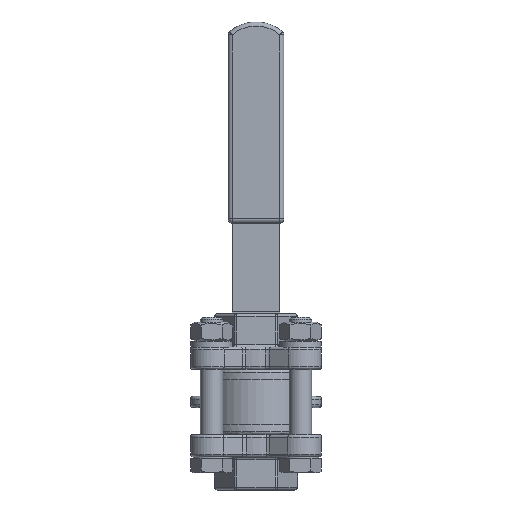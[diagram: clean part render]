
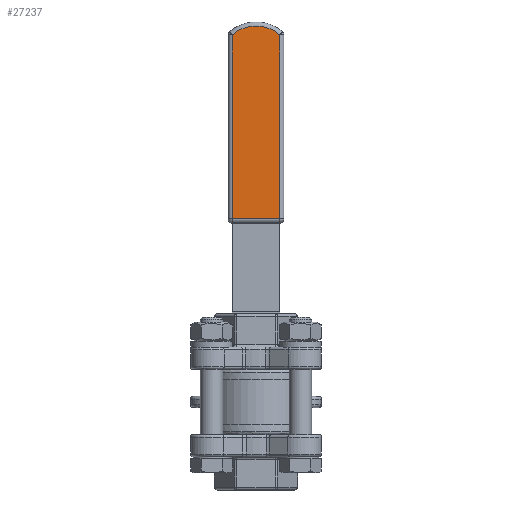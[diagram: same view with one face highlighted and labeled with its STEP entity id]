
A CAD part, front view. The second image highlights one B-rep face of the part: STEP entity #27237.
In plain terms, the highlighted planar face has unit normal (0, -1, 0).
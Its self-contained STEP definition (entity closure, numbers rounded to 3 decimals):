
#2471=FACE_OUTER_BOUND('',#4127,.T.);
#4127=EDGE_LOOP('',(#18213,#18214,#18215,#18216));
#5807=CIRCLE('',#29078,13.);
#6668=LINE('',#38202,#8680);
#6670=LINE('',#38205,#8682);
#6672=LINE('',#38208,#8684);
#8680=VECTOR('',#31859,65.836);
#8682=VECTOR('',#31863,17.);
#8684=VECTOR('',#31867,65.836);
#10835=VERTEX_POINT('',#38118);
#10838=VERTEX_POINT('',#38125);
#10841=VERTEX_POINT('',#38132);
#10847=VERTEX_POINT('',#38150);
#13554=EDGE_CURVE('',#10838,#10847,#5807,.T.);
#13556=EDGE_CURVE('',#10847,#10841,#6668,.T.);
#13558=EDGE_CURVE('',#10841,#10835,#6670,.T.);
#13560=EDGE_CURVE('',#10835,#10838,#6672,.T.);
#18213=ORIENTED_EDGE('',*,*,#13554,.F.);
#18214=ORIENTED_EDGE('',*,*,#13560,.F.);
#18215=ORIENTED_EDGE('',*,*,#13558,.F.);
#18216=ORIENTED_EDGE('',*,*,#13556,.F.);
#24899=PLANE('',#29089);
#27237=ADVANCED_FACE('',(#2471),#24899,.F.);
#29078=AXIS2_PLACEMENT_3D('',#38199,#31853,#31854);
#29089=AXIS2_PLACEMENT_3D('',#38895,#31968,#31969);
#31853=DIRECTION('center_axis',(0.,1.,0.));
#31854=DIRECTION('ref_axis',(0.,0.,
1.));
#31859=DIRECTION('',(0.,0.,-1.));
#31863=DIRECTION('',(-1.,0.,0.));
#31867=DIRECTION('',(0.,0.,1.));
#31968=DIRECTION('center_axis',(0.,1.,0.));
#31969=DIRECTION('ref_axis',(0.,0.,1.));
#38118=CARTESIAN_POINT('',(-8.5,57.,65.5));
#38125=CARTESIAN_POINT('',(-8.5,57.,131.337));
#38132=CARTESIAN_POINT('',(8.5,57.,65.5));
#38150=CARTESIAN_POINT('',(8.5,57.,131.337));
#38199=CARTESIAN_POINT('Origin',(0.,57.,121.5));
#38202=CARTESIAN_POINT('',(8.5,57.,114.787));
#38205=CARTESIAN_POINT('',(5.,57.,65.5));
#38208=CARTESIAN_POINT('',(-8.5,57.,80.787));
#38895=CARTESIAN_POINT('Origin',(0.,57.,97.574));
